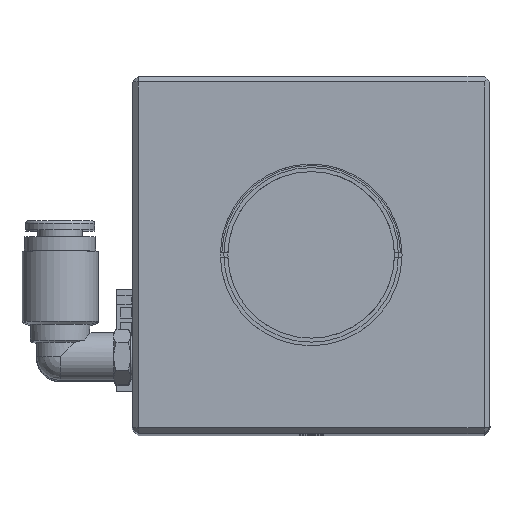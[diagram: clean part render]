
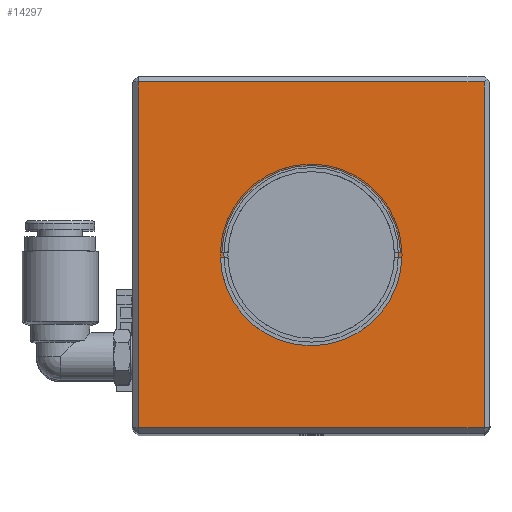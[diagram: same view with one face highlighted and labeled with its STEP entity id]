
A CAD part, top view. The second image highlights one B-rep face of the part: STEP entity #14297.
In plain terms, the highlighted planar face has unit normal (0, 0, 1).
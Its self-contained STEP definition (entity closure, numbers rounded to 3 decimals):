
#359=FACE_BOUND('',#2253,.T.);
#533=PLANE('',#15462);
#1366=FACE_OUTER_BOUND('',#2252,.T.);
#2252=EDGE_LOOP('',(#11009,#11010,#11011,#11012));
#2253=EDGE_LOOP('',(#11013));
#3234=LINE('',#21461,#4855);
#3238=LINE('',#21468,#4859);
#3251=LINE('',#21493,#4872);
#3252=LINE('',#21495,#4873);
#4855=VECTOR('',#17444,10.);
#4859=VECTOR('',#17450,10.);
#4872=VECTOR('',#17481,10.);
#4873=VECTOR('',#17484,10.);
#6337=CIRCLE('',#15453,14.642);
#6895=VERTEX_POINT('',#21458);
#6896=VERTEX_POINT('',#21460);
#6898=VERTEX_POINT('',#21466);
#6899=VERTEX_POINT('',#21470);
#6901=VERTEX_POINT('',#21486);
#8409=EDGE_CURVE('',#6895,#6896,#3234,.T.);
#8413=EDGE_CURVE('',#6898,#6895,#3238,.T.);
#8414=EDGE_CURVE('',#6899,#6899,#6337,.T.);
#8427=EDGE_CURVE('',#6896,#6901,#3251,.T.);
#8428=EDGE_CURVE('',#6901,#6898,#3252,.T.);
#11009=ORIENTED_EDGE('',*,*,#8413,.F.);
#11010=ORIENTED_EDGE('',*,*,#8428,.F.);
#11011=ORIENTED_EDGE('',*,*,#8427,.F.);
#11012=ORIENTED_EDGE('',*,*,#8409,.F.);
#11013=ORIENTED_EDGE('',*,*,#8414,.T.);
#14297=ADVANCED_FACE('',(#1366,#359),#533,.T.);
#15453=AXIS2_PLACEMENT_3D('',#21471,#17453,#17454);
#15462=AXIS2_PLACEMENT_3D('',#21496,#17485,#17486);
#17444=DIRECTION('',(0.,-1.,0.));
#17450=DIRECTION('',(1.,0.,0.));
#17453=DIRECTION('center_axis',(0.,0.,
-1.));
#17454=DIRECTION('ref_axis',(1.,0.,0.));
#17481=DIRECTION('',(-1.,0.,0.));
#17484=DIRECTION('',(0.,1.,0.));
#17485=DIRECTION('center_axis',(0.,0.,
1.));
#17486=DIRECTION('ref_axis',(1.,0.,0.));
#21458=CARTESIAN_POINT('',(182.919,57.53,-44.439));
#21460=CARTESIAN_POINT('',(182.919,-0.47,-44.439));
#21461=CARTESIAN_POINT('',(182.919,13.53,-44.439));
#21466=CARTESIAN_POINT('',(124.919,57.53,-44.439));
#21468=CARTESIAN_POINT('',(168.919,57.53,-44.439));
#21470=CARTESIAN_POINT('',(139.277,28.53,-44.439));
#21471=CARTESIAN_POINT('Origin',(153.919,28.53,-44.439));
#21486=CARTESIAN_POINT('',(124.919,-0.47,-44.439));
#21493=CARTESIAN_POINT('',(138.919,-0.47,-44.439));
#21495=CARTESIAN_POINT('',(124.919,43.53,-44.439));
#21496=CARTESIAN_POINT('Origin',(153.919,28.53,-44.439));
